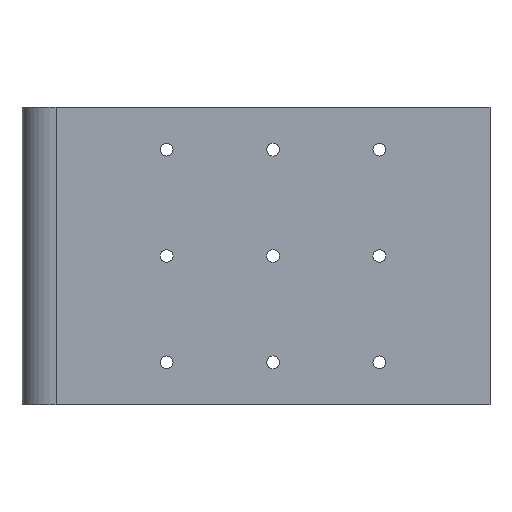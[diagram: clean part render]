
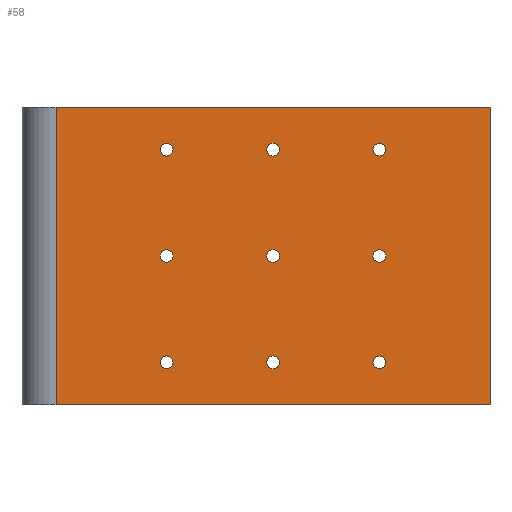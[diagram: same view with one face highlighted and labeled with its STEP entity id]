
A CAD part, front view. The second image highlights one B-rep face of the part: STEP entity #58.
In plain terms, the highlighted planar face has unit normal (0, -1, 0).
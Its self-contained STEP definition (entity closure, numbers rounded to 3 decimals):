
#58 = ADVANCED_FACE( '', ( #124, #125, #126, #127, #128, #129, #130, #131, #132, #133 ), #134, .F. );
#124 = FACE_BOUND( '', #221, .T. );
#125 = FACE_BOUND( '', #222, .T. );
#126 = FACE_BOUND( '', #223, .T. );
#127 = FACE_BOUND( '', #224, .T. );
#128 = FACE_BOUND( '', #225, .T. );
#129 = FACE_BOUND( '', #226, .T. );
#130 = FACE_BOUND( '', #227, .T. );
#131 = FACE_BOUND( '', #228, .T. );
#132 = FACE_BOUND( '', #229, .T. );
#133 = FACE_OUTER_BOUND( '', #230, .T. );
#134 = PLANE( '', #231 );
#221 = EDGE_LOOP( '', ( #352 ) );
#222 = EDGE_LOOP( '', ( #353 ) );
#223 = EDGE_LOOP( '', ( #354 ) );
#224 = EDGE_LOOP( '', ( #355 ) );
#225 = EDGE_LOOP( '', ( #356 ) );
#226 = EDGE_LOOP( '', ( #357 ) );
#227 = EDGE_LOOP( '', ( #358 ) );
#228 = EDGE_LOOP( '', ( #359 ) );
#229 = EDGE_LOOP( '', ( #360 ) );
#230 = EDGE_LOOP( '', ( #361, #362, #363, #364 ) );
#231 = AXIS2_PLACEMENT_3D( '', #365, #366, #367 );
#352 = ORIENTED_EDGE( '', *, *, #482, .T. );
#353 = ORIENTED_EDGE( '', *, *, #489, .T. );
#354 = ORIENTED_EDGE( '', *, *, #490, .T. );
#355 = ORIENTED_EDGE( '', *, *, #491, .T. );
#356 = ORIENTED_EDGE( '', *, *, #492, .T. );
#357 = ORIENTED_EDGE( '', *, *, #493, .T. );
#358 = ORIENTED_EDGE( '', *, *, #494, .T. );
#359 = ORIENTED_EDGE( '', *, *, #495, .T. );
#360 = ORIENTED_EDGE( '', *, *, #496, .T. );
#361 = ORIENTED_EDGE( '', *, *, #471, .T. );
#362 = ORIENTED_EDGE( '', *, *, #497, .F. );
#363 = ORIENTED_EDGE( '', *, *, #476, .F. );
#364 = ORIENTED_EDGE( '', *, *, #484, .T. );
#365 = CARTESIAN_POINT( '', ( 8., 0., 35. ) );
#366 = DIRECTION( '', ( 0., 1., 0. ) );
#367 = DIRECTION( '', ( 0., 0., 1. ) );
#471 = EDGE_CURVE( '', #546, #544, #547, .T. );
#476 = EDGE_CURVE( '', #552, #554, #555, .T. );
#482 = EDGE_CURVE( '', #563, #563, #564, .T. );
#484 = EDGE_CURVE( '', #552, #546, #566, .T. );
#489 = EDGE_CURVE( '', #572, #572, #573, .T. );
#490 = EDGE_CURVE( '', #574, #574, #575, .T. );
#491 = EDGE_CURVE( '', #576, #576, #577, .T. );
#492 = EDGE_CURVE( '', #578, #578, #579, .T. );
#493 = EDGE_CURVE( '', #580, #580, #581, .T. );
#494 = EDGE_CURVE( '', #582, #582, #583, .T. );
#495 = EDGE_CURVE( '', #584, #584, #585, .T. );
#496 = EDGE_CURVE( '', #586, #586, #587, .T. );
#497 = EDGE_CURVE( '', #554, #544, #588, .T. );
#544 = VERTEX_POINT( '', #653 );
#546 = VERTEX_POINT( '', #656 );
#547 = LINE( '', #657, #658 );
#552 = VERTEX_POINT( '', #664 );
#554 = VERTEX_POINT( '', #666 );
#555 = LINE( '', #667, #668 );
#563 = VERTEX_POINT( '', #679 );
#564 = CIRCLE( '', #680, 1.5 );
#566 = LINE( '', #682, #683 );
#572 = VERTEX_POINT( '', #690 );
#573 = CIRCLE( '', #691, 1.5 );
#574 = VERTEX_POINT( '', #692 );
#575 = CIRCLE( '', #693, 1.5 );
#576 = VERTEX_POINT( '', #694 );
#577 = CIRCLE( '', #695, 1.5 );
#578 = VERTEX_POINT( '', #696 );
#579 = CIRCLE( '', #697, 1.5 );
#580 = VERTEX_POINT( '', #698 );
#581 = CIRCLE( '', #699, 1.5 );
#582 = VERTEX_POINT( '', #700 );
#583 = CIRCLE( '', #701, 1.5 );
#584 = VERTEX_POINT( '', #702 );
#585 = CIRCLE( '', #703, 1.5 );
#586 = VERTEX_POINT( '', #704 );
#587 = CIRCLE( '', #705, 1.5 );
#588 = LINE( '', #706, #707 );
#653 = CARTESIAN_POINT( '', ( 110., 0., -35. ) );
#656 = CARTESIAN_POINT( '', ( 8., 0., -35. ) );
#657 = CARTESIAN_POINT( '', ( 8., 0., -35. ) );
#658 = VECTOR( '', #756, 1000. );
#664 = CARTESIAN_POINT( '', ( 8., 0., 35. ) );
#666 = CARTESIAN_POINT( '', ( 110., 0., 35. ) );
#667 = CARTESIAN_POINT( '', ( 8., 0., 35. ) );
#668 = VECTOR( '', #764, 1000. );
#679 = CARTESIAN_POINT( '', ( 35.5, 0., -25. ) );
#680 = AXIS2_PLACEMENT_3D( '', #771, #772, #773 );
#682 = CARTESIAN_POINT( '', ( 8., 0., 35. ) );
#683 = VECTOR( '', #774, 1000. );
#690 = CARTESIAN_POINT( '', ( 60.5, 0., -25. ) );
#691 = AXIS2_PLACEMENT_3D( '', #779, #780, #781 );
#692 = CARTESIAN_POINT( '', ( 85.5, 0., -25. ) );
#693 = AXIS2_PLACEMENT_3D( '', #782, #783, #784 );
#694 = CARTESIAN_POINT( '', ( 35.5, 0., 0. ) );
#695 = AXIS2_PLACEMENT_3D( '', #785, #786, #787 );
#696 = CARTESIAN_POINT( '', ( 60.5, 0., 0. ) );
#697 = AXIS2_PLACEMENT_3D( '', #788, #789, #790 );
#698 = CARTESIAN_POINT( '', ( 85.5, 0., 0. ) );
#699 = AXIS2_PLACEMENT_3D( '', #791, #792, #793 );
#700 = CARTESIAN_POINT( '', ( 35.5, 0., 25. ) );
#701 = AXIS2_PLACEMENT_3D( '', #794, #795, #796 );
#702 = CARTESIAN_POINT( '', ( 60.5, 0., 25. ) );
#703 = AXIS2_PLACEMENT_3D( '', #797, #798, #799 );
#704 = CARTESIAN_POINT( '', ( 85.5, 0., 25. ) );
#705 = AXIS2_PLACEMENT_3D( '', #800, #801, #802 );
#706 = CARTESIAN_POINT( '', ( 110., 0., 35. ) );
#707 = VECTOR( '', #803, 1000. );
#756 = DIRECTION( '', ( 1., 0., 0. ) );
#764 = DIRECTION( '', ( 1., 0., 0. ) );
#771 = CARTESIAN_POINT( '', ( 34., 0., -25. ) );
#772 = DIRECTION( '', ( 0., 1., 0. ) );
#773 = DIRECTION( '', ( 1., 0., 0. ) );
#774 = DIRECTION( '', ( 0., 0., -1. ) );
#779 = CARTESIAN_POINT( '', ( 59., 0., -25. ) );
#780 = DIRECTION( '', ( 0., 1., 0. ) );
#781 = DIRECTION( '', ( 1., 0., 0. ) );
#782 = CARTESIAN_POINT( '', ( 84., 0., -25. ) );
#783 = DIRECTION( '', ( 0., 1., 0. ) );
#784 = DIRECTION( '', ( 1., 0., 0. ) );
#785 = CARTESIAN_POINT( '', ( 34., 0., 0. ) );
#786 = DIRECTION( '', ( 0., 1., 0. ) );
#787 = DIRECTION( '', ( 1., 0., 0. ) );
#788 = CARTESIAN_POINT( '', ( 59., 0., 0. ) );
#789 = DIRECTION( '', ( 0., 1., 0. ) );
#790 = DIRECTION( '', ( 1., 0., 0. ) );
#791 = CARTESIAN_POINT( '', ( 84., 0., 0. ) );
#792 = DIRECTION( '', ( 0., 1., 0. ) );
#793 = DIRECTION( '', ( 1., 0., 0. ) );
#794 = CARTESIAN_POINT( '', ( 34., 0., 25. ) );
#795 = DIRECTION( '', ( 0., 1., 0. ) );
#796 = DIRECTION( '', ( 1., 0., 0. ) );
#797 = CARTESIAN_POINT( '', ( 59., 0., 25. ) );
#798 = DIRECTION( '', ( 0., 1., 0. ) );
#799 = DIRECTION( '', ( 1., 0., 0. ) );
#800 = CARTESIAN_POINT( '', ( 84., 0., 25. ) );
#801 = DIRECTION( '', ( 0., 1., 0. ) );
#802 = DIRECTION( '', ( 1., 0., 0. ) );
#803 = DIRECTION( '', ( 0., 0., -1. ) );
